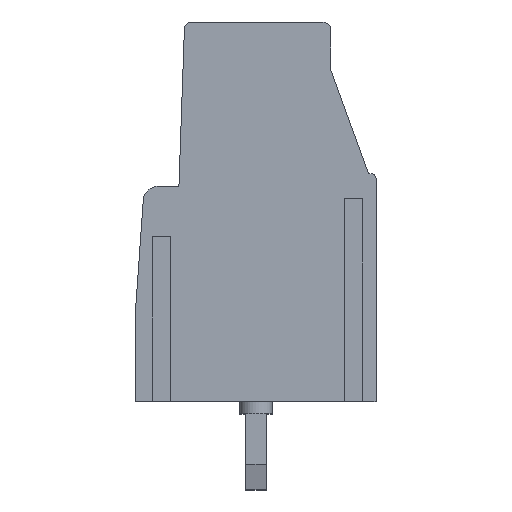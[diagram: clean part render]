
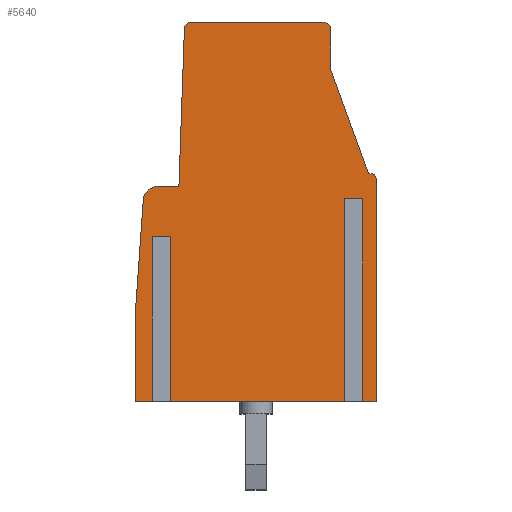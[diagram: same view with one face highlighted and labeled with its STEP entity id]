
A CAD part, top view. The second image highlights one B-rep face of the part: STEP entity #5640.
In plain terms, the highlighted face is planar.
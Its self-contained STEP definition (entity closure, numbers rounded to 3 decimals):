
#1220=CARTESIAN_POINT('',(-42.956,19.77,-7.5));
#1230=DIRECTION('',(1.,0.,0.));
#1240=VECTOR('',#1230,1.);
#1250=LINE('',#1220,#1240);
#1260=CARTESIAN_POINT('',(-34.249,19.77,-7.5));
#1270=VERTEX_POINT('',#1260);
#1280=CARTESIAN_POINT('',(-33.456,19.77,-7.5));
#1290=VERTEX_POINT('',#1280);
#1300=EDGE_CURVE('',#1270,#1290,#1250,.T.);
#1840=CARTESIAN_POINT('',(-34.663,19.77,-7.5));
#1850=VERTEX_POINT('',#1840);
#1880=CARTESIAN_POINT('',(-41.874,19.77,-7.5));
#1890=VERTEX_POINT('',#1880);
#1900=EDGE_CURVE('',#1890,#1850,#1250,.T.);
#2440=CARTESIAN_POINT('',(-42.288,19.77,-7.5));
#2450=VERTEX_POINT('',#2440);
#2480=CARTESIAN_POINT('',(-42.956,19.77,-7.5));
#2490=VERTEX_POINT('',#2480);
#2500=EDGE_CURVE('',#2490,#2450,#1250,.T.);
#4040=CARTESIAN_POINT('',(0.,0.,-7.5));
#4050=DIRECTION('',(0.,0.,1.));
#4060=DIRECTION('',(1.,0.,0.));
#4070=AXIS2_PLACEMENT_3D('',#4040,#4050,#4060);
#4080=PLANE('',#4070);
#4090=CARTESIAN_POINT('',(-35.673,34.47,-7.5));
#4100=DIRECTION('',(0.,0.,1.));
#4110=DIRECTION('',(1.,0.,0.));
#4120=AXIS2_PLACEMENT_3D('',#4090,#4100,#4110);
#4130=CIRCLE('',#4120,0.3);
#4140=CARTESIAN_POINT('',(-35.373,34.481,-7.5));
#4150=VERTEX_POINT('',#4140);
#4160=CARTESIAN_POINT('',(-35.673,34.77,-7.5));
#4170=VERTEX_POINT('',#4160);
#4180=EDGE_CURVE('',#4150,#4170,#4130,.T.);
#4190=ORIENTED_EDGE('',*,*,#4180,.F.);
#4200=CARTESIAN_POINT('',(-40.856,34.77,-7.5));
#4210=DIRECTION('',(1.,0.,0.));
#4220=VECTOR('',#4210,1.);
#4230=LINE('',#4200,#4220);
#4240=CARTESIAN_POINT('',(-40.856,34.77,-7.5));
#4250=VERTEX_POINT('',#4240);
#4260=EDGE_CURVE('',#4250,#4170,#4230,.T.);
#4270=ORIENTED_EDGE('',*,*,#4260,.T.);
#4280=CARTESIAN_POINT('',(-40.856,34.47,-7.5));
#4290=DIRECTION('',(0.,0.,1.));
#4300=DIRECTION('',(1.,0.,0.));
#4310=AXIS2_PLACEMENT_3D('',#4280,#4290,#4300);
#4320=CIRCLE('',#4310,0.3);
#4330=CARTESIAN_POINT('',(-41.156,34.47,-7.5));
#4340=VERTEX_POINT('',#4330);
#4350=EDGE_CURVE('',#4250,#4340,#4320,.T.);
#4360=ORIENTED_EDGE('',*,*,#4350,.F.);
#4370=CARTESIAN_POINT('',(-41.156,32.891,-7.5));
#4380=DIRECTION('',(0.,1.,0.));
#4390=VECTOR('',#4380,1.);
#4400=LINE('',#4370,#4390);
#4410=CARTESIAN_POINT('',(-41.156,32.891,-7.5));
#4420=VERTEX_POINT('',#4410);
#4430=EDGE_CURVE('',#4420,#4340,#4400,.T.);
#4440=ORIENTED_EDGE('',*,*,#4430,.T.);
#4450=CARTESIAN_POINT('',(-41.156,32.891,-7.5));
#4460=DIRECTION('',(-0.342,-0.94,0.));
#4470=VECTOR('',#4460,1.);
#4480=LINE('',#4450,#4470);
#4490=CARTESIAN_POINT('',(-42.656,28.77,-7.5));
#4500=VERTEX_POINT('',#4490);
#4510=EDGE_CURVE('',#4420,#4500,#4480,.T.);
#4520=ORIENTED_EDGE('',*,*,#4510,.F.);
#4530=CARTESIAN_POINT('',(-42.756,28.77,-7.5));
#4540=DIRECTION('',(1.,0.,0.));
#4550=VECTOR('',#4540,1.);
#4560=LINE('',#4530,#4550);
#4570=CARTESIAN_POINT('',(-42.756,28.77,-7.5));
#4580=VERTEX_POINT('',#4570);
#4590=EDGE_CURVE('',#4580,#4500,#4560,.T.);
#4600=ORIENTED_EDGE('',*,*,#4590,.T.);
#4610=CARTESIAN_POINT('',(-42.756,28.57,-7.5));
#4620=DIRECTION('',(0.,0.,1.));
#4630=DIRECTION('',(1.,0.,0.));
#4640=AXIS2_PLACEMENT_3D('',#4610,#4620,#4630);
#4650=CIRCLE('',#4640,0.2);
#4660=CARTESIAN_POINT('',(-42.956,28.57,-7.5));
#4670=VERTEX_POINT('',#4660);
#4680=EDGE_CURVE('',#4580,#4670,#4650,.T.);
#4690=ORIENTED_EDGE('',*,*,#4680,.F.);
#4700=CARTESIAN_POINT('',(-42.956,19.77,-7.5));
#4710=DIRECTION('',(0.,1.,0.));
#4720=VECTOR('',#4710,1.);
#4730=LINE('',#4700,#4720);
#4740=EDGE_CURVE('',#2490,#4670,#4730,.T.);
#4750=ORIENTED_EDGE('',*,*,#4740,.T.);
#4760=ORIENTED_EDGE('',*,*,#2500,.F.);
#4770=CARTESIAN_POINT('',(-42.288,0.,-7.5));
#4780=DIRECTION('',(0.,-1.,0.));
#4790=VECTOR('',#4780,1.);
#4800=LINE('',#4770,#4790);
#4810=CARTESIAN_POINT('',(-42.288,27.77,-7.5));
#4820=VERTEX_POINT('',#4810);
#4830=EDGE_CURVE('',#4820,#2450,#4800,.T.);
#4840=ORIENTED_EDGE('',*,*,#4830,.T.);
#4850=CARTESIAN_POINT('',(0.,27.77,-7.5));
#4860=DIRECTION('',(1.,0.,0.));
#4870=VECTOR('',#4860,1.);
#4880=LINE('',#4850,#4870);
#4890=CARTESIAN_POINT('',(-41.874,27.77,-7.5));
#4900=VERTEX_POINT('',#4890);
#4910=EDGE_CURVE('',#4820,#4900,#4880,.T.);
#4920=ORIENTED_EDGE('',*,*,#4910,.F.);
#4930=CARTESIAN_POINT('',(-41.874,0.,-7.5));
#4940=DIRECTION('',(0.,1.,0.));
#4950=VECTOR('',#4940,1.);
#4960=LINE('',#4930,#4950);
#4970=EDGE_CURVE('',#1890,#4900,#4960,.T.);
#4980=ORIENTED_EDGE('',*,*,#4970,.T.);
#4990=ORIENTED_EDGE('',*,*,#1900,.F.);
#5000=CARTESIAN_POINT('',(-34.663,0.,-7.5));
#5010=DIRECTION('',(0.,-1.,0.));
#5020=VECTOR('',#5010,1.);
#5030=LINE('',#5000,#5020);
#5040=CARTESIAN_POINT('',(-34.663,26.27,-7.5));
#5050=VERTEX_POINT('',#5040);
#5060=EDGE_CURVE('',#5050,#1850,#5030,.T.);
#5070=ORIENTED_EDGE('',*,*,#5060,.T.);
#5080=CARTESIAN_POINT('',(0.,26.27,-7.5));
#5090=DIRECTION('',(1.,0.,0.));
#5100=VECTOR('',#5090,1.);
#5110=LINE('',#5080,#5100);
#5120=CARTESIAN_POINT('',(-34.249,26.27,-7.5));
#5130=VERTEX_POINT('',#5120);
#5140=EDGE_CURVE('',#5050,#5130,#5110,.T.);
#5150=ORIENTED_EDGE('',*,*,#5140,.F.);
#5160=CARTESIAN_POINT('',(-34.249,0.,-7.5));
#5170=DIRECTION('',(0.,1.,0.));
#5180=VECTOR('',#5170,1.);
#5190=LINE('',#5160,#5180);
#5200=EDGE_CURVE('',#1270,#5130,#5190,.T.);
#5210=ORIENTED_EDGE('',*,*,#5200,.T.);
#5220=ORIENTED_EDGE('',*,*,#1300,.F.);
#5230=CARTESIAN_POINT('',(-33.456,23.59,-7.5));
#5240=DIRECTION('',(0.,-1.,0.));
#5250=VECTOR('',#5240,1.);
#5260=LINE('',#5230,#5250);
#5270=CARTESIAN_POINT('',(-33.456,23.59,-7.5));
#5280=VERTEX_POINT('',#5270);
#5290=EDGE_CURVE('',#5280,#1290,#5260,.T.);
#5300=ORIENTED_EDGE('',*,*,#5290,.T.);
#5310=CARTESIAN_POINT('',(-33.745,27.712,-7.5));
#5320=DIRECTION('',(0.07,-0.998,0.));
#5330=VECTOR('',#5320,1.);
#5340=LINE('',#5310,#5330);
#5350=CARTESIAN_POINT('',(-33.745,27.712,-7.5));
#5360=VERTEX_POINT('',#5350);
#5370=EDGE_CURVE('',#5360,#5280,#5340,.T.);
#5380=ORIENTED_EDGE('',*,*,#5370,.T.);
#5390=CARTESIAN_POINT('',(-34.343,27.67,-7.5));
#5400=DIRECTION('',(0.,0.,1.));
#5410=DIRECTION('',(1.,0.,0.));
#5420=AXIS2_PLACEMENT_3D('',#5390,#5400,#5410);
#5430=CIRCLE('',#5420,0.6);
#5440=CARTESIAN_POINT('',(-34.343,28.27,-7.5));
#5450=VERTEX_POINT('',#5440);
#5460=EDGE_CURVE('',#5360,#5450,#5430,.T.);
#5470=ORIENTED_EDGE('',*,*,#5460,.F.);
#5480=CARTESIAN_POINT('',(-35.156,28.27,-7.5));
#5490=DIRECTION('',(1.,0.,0.));
#5500=VECTOR('',#5490,1.);
#5510=LINE('',#5480,#5500);
#5520=CARTESIAN_POINT('',(-35.156,28.27,-7.5));
#5530=VERTEX_POINT('',#5520);
#5540=EDGE_CURVE('',#5530,#5450,#5510,.T.);
#5550=ORIENTED_EDGE('',*,*,#5540,.T.);
#5560=CARTESIAN_POINT('',(-35.373,34.481,-7.5));
#5570=DIRECTION('',(0.035,-0.999,0.));
#5580=VECTOR('',#5570,1.);
#5590=LINE('',#5560,#5580);
#5600=EDGE_CURVE('',#4150,#5530,#5590,.T.);
#5610=ORIENTED_EDGE('',*,*,#5600,.T.);
#5620=EDGE_LOOP('',(#5610,#5550,#5470,#5380,#5300,#5220,#5210,#5150,
#5070,#4990,#4980,#4920,#4840,#4760,#4750,#4690,#4600,#4520,#4440,#4360,
#4270,#4190));
#5630=FACE_OUTER_BOUND('',#5620,.T.);
#5640=ADVANCED_FACE('',(#5630),#4080,.F.);
